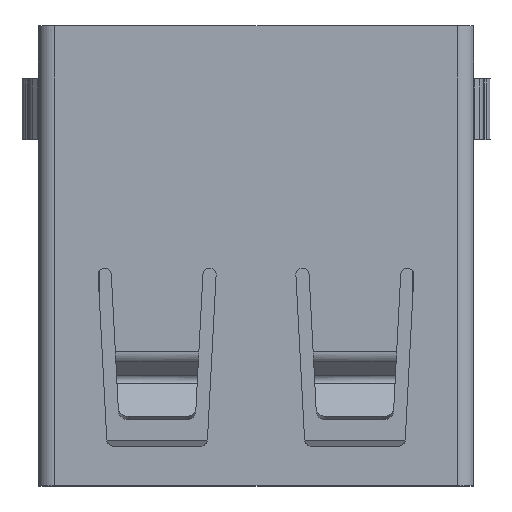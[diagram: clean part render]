
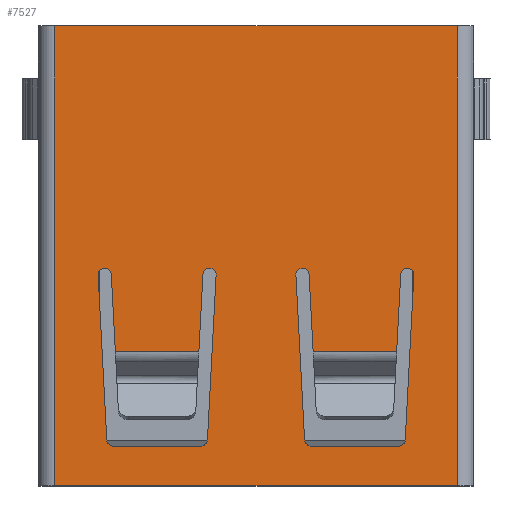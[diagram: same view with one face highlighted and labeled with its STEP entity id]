
A CAD part, top view. The second image highlights one B-rep face of the part: STEP entity #7527.
In plain terms, the highlighted planar face has unit normal (0, 0, 1).
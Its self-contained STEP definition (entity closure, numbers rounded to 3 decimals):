
#156=FACE_BOUND('',#974,.T.);
#157=FACE_BOUND('',#975,.T.);
#286=PLANE('',#8023);
#568=FACE_OUTER_BOUND('',#973,.T.);
#973=EDGE_LOOP('',(#5678,#5679,#5680,#5681));
#974=EDGE_LOOP('',(#5682,#5683,#5684,#5685,#5686,#5687,#5688,#5689,#5690,
#5691));
#975=EDGE_LOOP('',(#5692,#5693,#5694,#5695,#5696,#5697,#5698,#5699,#5700,
#5701));
#1644=LINE('',#11645,#2456);
#1645=LINE('',#11647,#2457);
#1646=LINE('',#11649,#2458);
#1647=LINE('',#11650,#2459);
#1648=LINE('',#11653,#2460);
#1649=LINE('',#11657,#2461);
#1650=LINE('',#11661,#2462);
#1651=LINE('',#11665,#2463);
#1652=LINE('',#11669,#2464);
#1653=LINE('',#11670,#2465);
#1654=LINE('',#11673,#2466);
#1655=LINE('',#11675,#2467);
#1656=LINE('',#11677,#2468);
#1657=LINE('',#11681,#2469);
#1658=LINE('',#11685,#2470);
#1659=LINE('',#11689,#2471);
#2456=VECTOR('',#9282,1.);
#2457=VECTOR('',#9283,1.);
#2458=VECTOR('',#9284,1.);
#2459=VECTOR('',#9285,1.);
#2460=VECTOR('',#9286,1.);
#2461=VECTOR('',#9289,1.);
#2462=VECTOR('',#9292,1.);
#2463=VECTOR('',#9295,1.);
#2464=VECTOR('',#9298,1.);
#2465=VECTOR('',#9299,1.);
#2466=VECTOR('',#9300,1.);
#2467=VECTOR('',#9301,1.);
#2468=VECTOR('',#9302,1.);
#2469=VECTOR('',#9305,1.);
#2470=VECTOR('',#9308,1.);
#2471=VECTOR('',#9311,1.);
#2937=CIRCLE('',#8024,0.2);
#2938=CIRCLE('',#8025,0.2);
#2939=CIRCLE('',#8026,0.2);
#2940=CIRCLE('',#8027,0.2);
#2941=CIRCLE('',#8028,0.2);
#2942=CIRCLE('',#8029,0.2);
#2943=CIRCLE('',#8030,0.2);
#2944=CIRCLE('',#8031,0.2);
#3416=VERTEX_POINT('',#11643);
#3417=VERTEX_POINT('',#11644);
#3418=VERTEX_POINT('',#11646);
#3419=VERTEX_POINT('',#11648);
#3420=VERTEX_POINT('',#11651);
#3421=VERTEX_POINT('',#11652);
#3422=VERTEX_POINT('',#11654);
#3423=VERTEX_POINT('',#11656);
#3424=VERTEX_POINT('',#11658);
#3425=VERTEX_POINT('',#11660);
#3426=VERTEX_POINT('',#11662);
#3427=VERTEX_POINT('',#11664);
#3428=VERTEX_POINT('',#11666);
#3429=VERTEX_POINT('',#11668);
#3430=VERTEX_POINT('',#11671);
#3431=VERTEX_POINT('',#11672);
#3432=VERTEX_POINT('',#11674);
#3433=VERTEX_POINT('',#11676);
#3434=VERTEX_POINT('',#11678);
#3435=VERTEX_POINT('',#11680);
#3436=VERTEX_POINT('',#11682);
#3437=VERTEX_POINT('',#11684);
#3438=VERTEX_POINT('',#11686);
#3439=VERTEX_POINT('',#11688);
#4252=EDGE_CURVE('',#3416,#3417,#1644,.T.);
#4253=EDGE_CURVE('',#3418,#3416,#1645,.T.);
#4254=EDGE_CURVE('',#3418,#3419,#1646,.T.);
#4255=EDGE_CURVE('',#3419,#3417,#1647,.T.);
#4256=EDGE_CURVE('',#3420,#3421,#1648,.T.);
#4257=EDGE_CURVE('',#3422,#3420,#2937,.T.);
#4258=EDGE_CURVE('',#3422,#3423,#1649,.T.);
#4259=EDGE_CURVE('',#3424,#3423,#2938,.T.);
#4260=EDGE_CURVE('',#3424,#3425,#1650,.T.);
#4261=EDGE_CURVE('',#3426,#3425,#2939,.T.);
#4262=EDGE_CURVE('',#3426,#3427,#1651,.T.);
#4263=EDGE_CURVE('',#3428,#3427,#2940,.T.);
#4264=EDGE_CURVE('',#3429,#3428,#1652,.T.);
#4265=EDGE_CURVE('',#3421,#3429,#1653,.T.);
#4266=EDGE_CURVE('',#3430,#3431,#1654,.T.);
#4267=EDGE_CURVE('',#3431,#3432,#1655,.T.);
#4268=EDGE_CURVE('',#3432,#3433,#1656,.T.);
#4269=EDGE_CURVE('',#3433,#3434,#2941,.T.);
#4270=EDGE_CURVE('',#3435,#3434,#1657,.T.);
#4271=EDGE_CURVE('',#3435,#3436,#2942,.T.);
#4272=EDGE_CURVE('',#3437,#3436,#1658,.T.);
#4273=EDGE_CURVE('',#3437,#3438,#2943,.T.);
#4274=EDGE_CURVE('',#3439,#3438,#1659,.T.);
#4275=EDGE_CURVE('',#3439,#3430,#2944,.T.);
#5678=ORIENTED_EDGE('',*,*,#4252,.F.);
#5679=ORIENTED_EDGE('',*,*,#4253,.F.);
#5680=ORIENTED_EDGE('',*,*,#4254,.T.);
#5681=ORIENTED_EDGE('',*,*,#4255,.T.);
#5682=ORIENTED_EDGE('',*,*,#4256,.F.);
#5683=ORIENTED_EDGE('',*,*,#4257,.F.);
#5684=ORIENTED_EDGE('',*,*,#4258,.T.);
#5685=ORIENTED_EDGE('',*,*,#4259,.F.);
#5686=ORIENTED_EDGE('',*,*,#4260,.T.);
#5687=ORIENTED_EDGE('',*,*,#4261,.F.);
#5688=ORIENTED_EDGE('',*,*,#4262,.T.);
#5689=ORIENTED_EDGE('',*,*,#4263,.F.);
#5690=ORIENTED_EDGE('',*,*,#4264,.F.);
#5691=ORIENTED_EDGE('',*,*,#4265,.F.);
#5692=ORIENTED_EDGE('',*,*,#4266,.T.);
#5693=ORIENTED_EDGE('',*,*,#4267,.T.);
#5694=ORIENTED_EDGE('',*,*,#4268,.T.);
#5695=ORIENTED_EDGE('',*,*,#4269,.T.);
#5696=ORIENTED_EDGE('',*,*,#4270,.F.);
#5697=ORIENTED_EDGE('',*,*,#4271,.T.);
#5698=ORIENTED_EDGE('',*,*,#4272,.F.);
#5699=ORIENTED_EDGE('',*,*,#4273,.T.);
#5700=ORIENTED_EDGE('',*,*,#4274,.F.);
#5701=ORIENTED_EDGE('',*,*,#4275,.T.);
#7527=ADVANCED_FACE('',(#568,#156,#157),#286,.F.);
#8023=AXIS2_PLACEMENT_3D('',#11642,#9280,#9281);
#8024=AXIS2_PLACEMENT_3D('',#11655,#9287,#9288);
#8025=AXIS2_PLACEMENT_3D('',#11659,#9290,#9291);
#8026=AXIS2_PLACEMENT_3D('',#11663,#9293,#9294);
#8027=AXIS2_PLACEMENT_3D('',#11667,#9296,#9297);
#8028=AXIS2_PLACEMENT_3D('',#11679,#9303,#9304);
#8029=AXIS2_PLACEMENT_3D('',#11683,#9306,#9307);
#8030=AXIS2_PLACEMENT_3D('',#11687,#9309,#9310);
#8031=AXIS2_PLACEMENT_3D('',#11690,#9312,#9313);
#9280=DIRECTION('center_axis',(0.,0.,-1.));
#9281=DIRECTION('ref_axis',(0.,1.,0.));
#9282=DIRECTION('',(0.,1.,0.));
#9283=DIRECTION('',(-1.,0.,0.));
#9284=DIRECTION('',(0.,1.,0.));
#9285=DIRECTION('',(-1.,0.,0.));
#9286=DIRECTION('',(-0.052,-0.999,0.));
#9287=DIRECTION('center_axis',(0.,0.,1.));
#9288=DIRECTION('ref_axis',(0.,1.,0.));
#9289=DIRECTION('',(-0.052,-0.999,0.));
#9290=DIRECTION('center_axis',(0.,0.,1.));
#9291=DIRECTION('ref_axis',(0.,1.,0.));
#9292=DIRECTION('',(-1.,0.,0.));
#9293=DIRECTION('center_axis',(0.,0.,1.));
#9294=DIRECTION('ref_axis',(0.,1.,0.));
#9295=DIRECTION('',(-0.052,0.999,0.));
#9296=DIRECTION('center_axis',(0.,0.,1.));
#9297=DIRECTION('ref_axis',(0.,1.,0.));
#9298=DIRECTION('',(-0.052,0.999,0.));
#9299=DIRECTION('',(-1.,0.,0.));
#9300=DIRECTION('',(0.052,-0.999,0.));
#9301=DIRECTION('',(1.,0.,0.));
#9302=DIRECTION('',(0.052,0.999,0.));
#9303=DIRECTION('center_axis',(0.,0.,-1.));
#9304=DIRECTION('ref_axis',(0.,1.,0.));
#9305=DIRECTION('',(0.052,0.999,0.));
#9306=DIRECTION('center_axis',(0.,0.,-1.));
#9307=DIRECTION('ref_axis',(0.,1.,0.));
#9308=DIRECTION('',(1.,0.,0.));
#9309=DIRECTION('center_axis',(0.,0.,-1.));
#9310=DIRECTION('ref_axis',(0.,1.,0.));
#9311=DIRECTION('',(0.052,-0.999,0.));
#9312=DIRECTION('center_axis',(0.,0.,-1.));
#9313=DIRECTION('ref_axis',(0.,1.,0.));
#11642=CARTESIAN_POINT('Origin',(-2.212,1.394,-1.6));
#11643=CARTESIAN_POINT('',(-13.812,-5.981,-1.6));
#11644=CARTESIAN_POINT('',(-13.812,7.969,-1.6));
#11645=CARTESIAN_POINT('',(-13.812,-5.181,-1.6));
#11646=CARTESIAN_POINT('',(-1.612,-5.981,-1.6));
#11647=CARTESIAN_POINT('',(-1.612,-5.981,-1.6));
#11648=CARTESIAN_POINT('',(-1.612,7.969,-1.6));
#11649=CARTESIAN_POINT('',(-1.612,-5.181,-1.6));
#11650=CARTESIAN_POINT('',(-14.312,7.969,-1.6));
#11651=CARTESIAN_POINT('',(-9.323,0.43,-1.6));
#11652=CARTESIAN_POINT('',(-9.446,-1.915,-1.6));
#11653=CARTESIAN_POINT('',(-9.313,0.619,-1.6));
#11654=CARTESIAN_POINT('',(-8.924,0.409,-1.6));
#11655=CARTESIAN_POINT('Origin',(-9.123,0.419,-1.6));
#11656=CARTESIAN_POINT('',(-9.186,-4.591,-1.6));
#11657=CARTESIAN_POINT('',(-8.912,0.619,-1.6));
#11658=CARTESIAN_POINT('',(-9.385,-4.781,-1.6));
#11659=CARTESIAN_POINT('Origin',(-9.385,-4.581,-1.6));
#11660=CARTESIAN_POINT('',(-12.04,-4.781,-1.6));
#11661=CARTESIAN_POINT('',(-9.195,-4.781,-1.6));
#11662=CARTESIAN_POINT('',(-12.239,-4.591,-1.6));
#11663=CARTESIAN_POINT('Origin',(-12.04,-4.581,-1.6));
#11664=CARTESIAN_POINT('',(-12.501,0.409,-1.6));
#11665=CARTESIAN_POINT('',(-12.229,-4.781,-1.6));
#11666=CARTESIAN_POINT('',(-12.102,0.43,-1.6));
#11667=CARTESIAN_POINT('Origin',(-12.302,0.419,-1.6));
#11668=CARTESIAN_POINT('',(-11.979,-1.915,-1.6));
#11669=CARTESIAN_POINT('',(-11.84,-4.57,-1.6));
#11670=CARTESIAN_POINT('',(-11.97,-1.915,-1.6));
#11671=CARTESIAN_POINT('',(-6.102,0.43,-1.6));
#11672=CARTESIAN_POINT('',(-5.979,-1.915,-1.6));
#11673=CARTESIAN_POINT('',(-6.112,0.619,-1.6));
#11674=CARTESIAN_POINT('',(-3.446,-1.915,-1.6));
#11675=CARTESIAN_POINT('',(-3.455,-1.915,-1.6));
#11676=CARTESIAN_POINT('',(-3.323,0.43,-1.6));
#11677=CARTESIAN_POINT('',(-3.585,-4.57,-1.6));
#11678=CARTESIAN_POINT('',(-2.924,0.409,-1.6));
#11679=CARTESIAN_POINT('Origin',(-3.123,0.419,-1.6));
#11680=CARTESIAN_POINT('',(-3.186,-4.591,-1.6));
#11681=CARTESIAN_POINT('',(-3.195,-4.781,-1.6));
#11682=CARTESIAN_POINT('',(-3.385,-4.781,-1.6));
#11683=CARTESIAN_POINT('Origin',(-3.385,-4.581,-1.6));
#11684=CARTESIAN_POINT('',(-6.04,-4.781,-1.6));
#11685=CARTESIAN_POINT('',(-6.229,-4.781,-1.6));
#11686=CARTESIAN_POINT('',(-6.239,-4.591,-1.6));
#11687=CARTESIAN_POINT('Origin',(-6.04,-4.581,-1.6));
#11688=CARTESIAN_POINT('',(-6.501,0.409,-1.6));
#11689=CARTESIAN_POINT('',(-6.512,0.619,-1.6));
#11690=CARTESIAN_POINT('Origin',(-6.302,0.419,-1.6));
